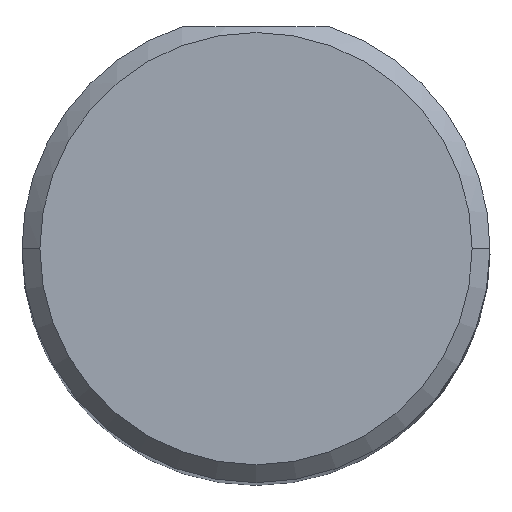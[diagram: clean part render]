
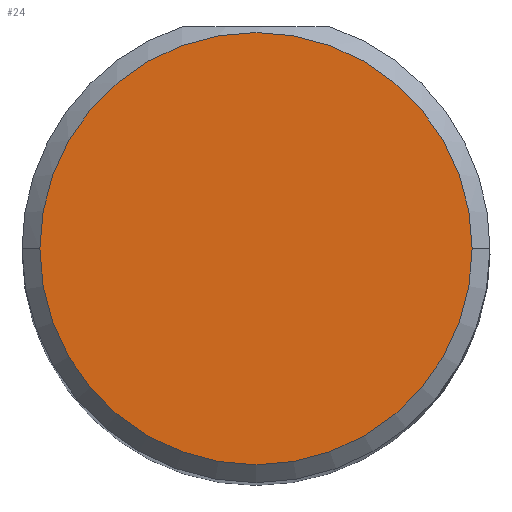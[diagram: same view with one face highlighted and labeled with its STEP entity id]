
A CAD part, top view. The second image highlights one B-rep face of the part: STEP entity #24.
In plain terms, the highlighted planar face has unit normal (0, 0, 1).
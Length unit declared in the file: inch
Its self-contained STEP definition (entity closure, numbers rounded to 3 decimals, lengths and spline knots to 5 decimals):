
#13 = CARTESIAN_POINT ( 'NONE',  ( 0., 0., 2.83465 ) ) ;
#24 = ADVANCED_FACE ( 'NONE', ( #221 ), #96, .T. ) ;
#53 = DIRECTION ( 'NONE',  ( 0., 0., 1. ) ) ;
#58 = DIRECTION ( 'NONE',  ( 0., 0., 1. ) ) ;
#74 = AXIS2_PLACEMENT_3D ( 'NONE', #295, #507, #343 ) ;
#96 = PLANE ( 'NONE',  #74 ) ;
#113 = AXIS2_PLACEMENT_3D ( 'NONE', #116, #58, #151 ) ;
#116 = CARTESIAN_POINT ( 'NONE',  ( 0., 0., 2.83465 ) ) ;
#137 = CIRCLE ( 'NONE', #316, 0.18185 ) ;
#151 = DIRECTION ( 'NONE',  ( 1., 0., 0. ) ) ;
#156 = ORIENTED_EDGE ( 'NONE', *, *, #159, .T. ) ;
#159 = EDGE_CURVE ( 'NONE', #279, #428, #486, .T. ) ;
#161 = EDGE_LOOP ( 'NONE', ( #156, #491 ) ) ;
#221 = FACE_OUTER_BOUND ( 'NONE', #161, .T. ) ;
#279 = VERTEX_POINT ( 'NONE', #427 ) ;
#295 = CARTESIAN_POINT ( 'NONE',  ( 0., 0., 2.83465 ) ) ;
#316 = AXIS2_PLACEMENT_3D ( 'NONE', #13, #53, #429 ) ;
#343 = DIRECTION ( 'NONE',  ( 1., 0., 0. ) ) ;
#413 = CARTESIAN_POINT ( 'NONE',  ( 0.18185, 0., 2.83465 ) ) ;
#427 = CARTESIAN_POINT ( 'NONE',  ( -0.18185, 0., 2.83465 ) ) ;
#428 = VERTEX_POINT ( 'NONE', #413 ) ;
#429 = DIRECTION ( 'NONE',  ( 1., 0., 0. ) ) ;
#486 = CIRCLE ( 'NONE', #113, 0.18185 ) ;
#491 = ORIENTED_EDGE ( 'NONE', *, *, #531, .T. ) ;
#507 = DIRECTION ( 'NONE',  ( 0., 0., 1. ) ) ;
#531 = EDGE_CURVE ( 'NONE', #428, #279, #137, .T. ) ;
